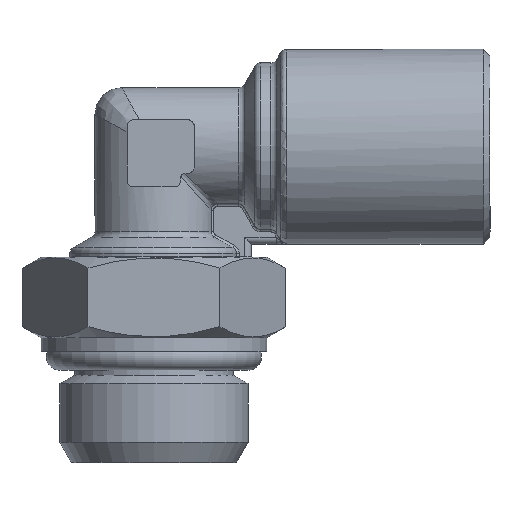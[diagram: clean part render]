
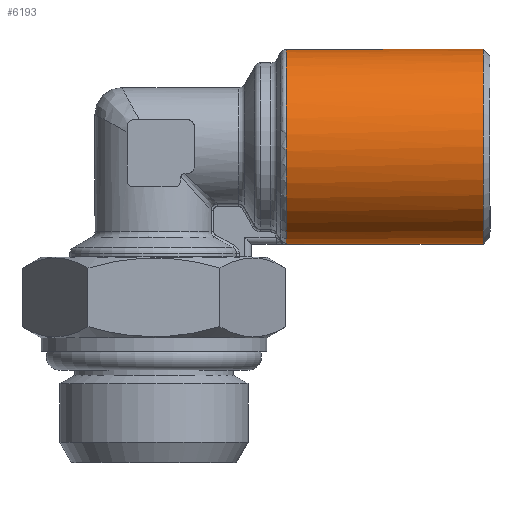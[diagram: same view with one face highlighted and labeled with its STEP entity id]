
A CAD part, top view. The second image highlights one B-rep face of the part: STEP entity #6193.
In plain terms, the highlighted cylindrical face has radius 7.25 mm (diameter 14.5 mm), a full revolution.
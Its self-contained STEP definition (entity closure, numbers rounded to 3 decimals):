
#93=CYLINDRICAL_SURFACE('',#6460,7.25);
#2240=ORIENTED_EDGE('',*,*,#2470,.T.);
#2241=ORIENTED_EDGE('',*,*,#2474,.T.);
#2242=ORIENTED_EDGE('',*,*,#2881,.T.);
#2243=ORIENTED_EDGE('',*,*,#2878,.T.);
#2470=EDGE_CURVE('',#3067,#3070,#3337,.T.);
#2474=EDGE_CURVE('',#3070,#3073,#3340,.T.);
#2878=EDGE_CURVE('',#3304,#3304,#3400,.T.);
#2881=EDGE_CURVE('',#3073,#3067,#3403,.T.);
#3067=VERTEX_POINT('',#8824);
#3070=VERTEX_POINT('',#8829);
#3073=VERTEX_POINT('',#8837);
#3304=VERTEX_POINT('',#13546);
#3337=CIRCLE('',#6267,7.25);
#3340=CIRCLE('',#6271,7.25);
#3400=CIRCLE('',#6442,7.25);
#3403=CIRCLE('',#6447,7.25);
#3701=EDGE_LOOP('',(#2240,#2241,#2242));
#3702=EDGE_LOOP('',(#2243));
#4009=FACE_BOUND('',#3701,.T.);
#4010=FACE_BOUND('',#3702,.T.);
#6193=ADVANCED_FACE('',(#4009,#4010),#93,.T.);
#6267=AXIS2_PLACEMENT_3D('',#8830,#6688,#6689);
#6271=AXIS2_PLACEMENT_3D('',#8838,#6697,#6698);
#6442=AXIS2_PLACEMENT_3D('',#13545,#7242,#7243);
#6447=AXIS2_PLACEMENT_3D('',#13551,#7252,#7253);
#6460=AXIS2_PLACEMENT_3D('',#13564,#7278,#7279);
#6688=DIRECTION('',(1.,0.,0.));
#6689=DIRECTION('',(0.,1.,0.));
#6697=DIRECTION('',(1.,0.,0.));
#6698=DIRECTION('',(0.,1.,0.));
#7242=DIRECTION('',(-1.,0.,0.));
#7243=DIRECTION('',(0.,0.,1.));
#7252=DIRECTION('',(1.,0.,0.));
#7253=DIRECTION('',(0.,1.,0.));
#7278=DIRECTION('',(-1.,0.,0.));
#7279=DIRECTION('',(0.,-1.,0.));
#8824=CARTESIAN_POINT('',(9.855,-7.155,1.168));
#8829=CARTESIAN_POINT('',(9.855,-7.25,0.));
#8830=CARTESIAN_POINT('',(9.855,0.,0.));
#8837=CARTESIAN_POINT('',(9.855,-7.155,-1.168));
#8838=CARTESIAN_POINT('',(9.855,0.,0.));
#13545=CARTESIAN_POINT('',(24.5,0.,0.));
#13546=CARTESIAN_POINT('',(24.5,0.,7.25));
#13551=CARTESIAN_POINT('',(9.855,0.,0.));
#13564=CARTESIAN_POINT('',(10.,0.,0.));
